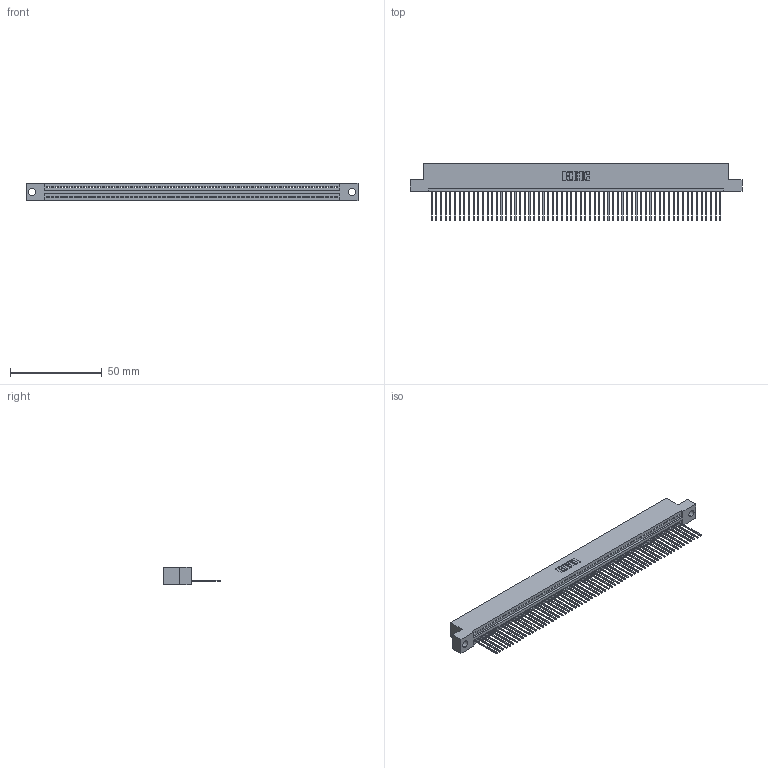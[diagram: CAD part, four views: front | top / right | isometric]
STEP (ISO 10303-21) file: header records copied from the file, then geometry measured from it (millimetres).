
FILE_DESCRIPTION (( 'STEP AP203' ), '1' );
FILE_NAME ('395-063-542-104.STEP', '2021-05-31T21:57:35', ( '' ), ( '' ), 'SwSTEP 2.0', 'SolidWorks 2020', '' );
FILE_SCHEMA (( 'CONFIG_CONTROL_DESIGN' ));
Length unit declared in the file: inch
Products named in the file (3): 345-292-001_345-293-142; 345 Part_Flush Mounting Lugs - 0.156 Dia-TI; 395-063-542-104
Assembly tree (64 placements, depth 2):
  395-063-542-104
    345 Part_Flush Mounting Lugs - 0.156 Dia-TI
    345-292-001_345-293-142  x63
Bounding box: 181.23 x 31.29 x 9.4 mm (x, y, z)
Volume: 17419.5 mm3; surface area: 24163.3 mm2
Topology: 64 solids, 64 shells, 3794 faces, 11465 edges, 7558 vertices
Faces by surface type: plane 2614, cylinder 1180
Entity records: 45025 total; most frequent: CARTESIAN_POINT 7807, ORIENTED_EDGE 7802, DIRECTION 6787, EDGE_CURVE 3901, LINE 3517, VECTOR 3517, VERTEX_POINT 2598, AXIS2_PLACEMENT_3D 1635
